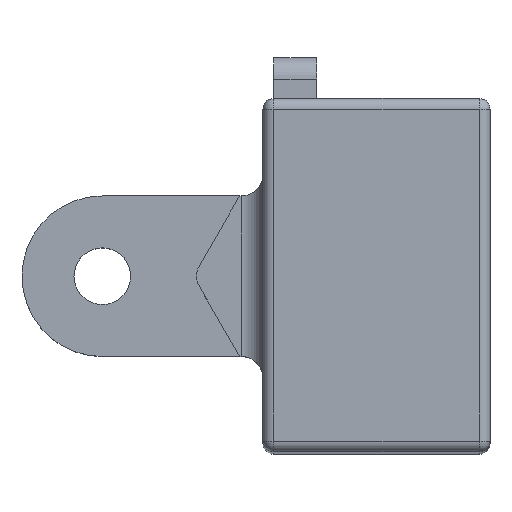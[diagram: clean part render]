
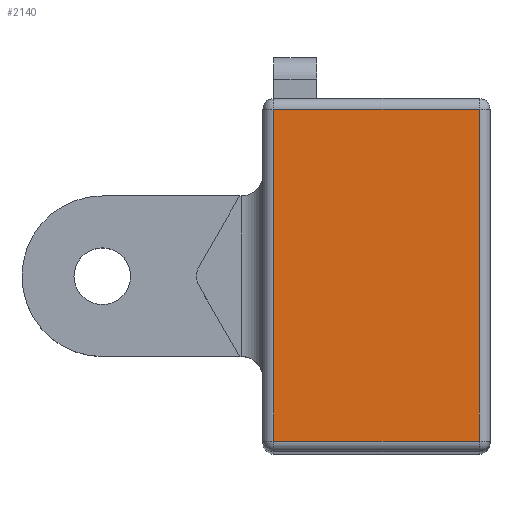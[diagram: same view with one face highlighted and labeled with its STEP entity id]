
A CAD part, top view. The second image highlights one B-rep face of the part: STEP entity #2140.
In plain terms, the highlighted planar face has unit normal (0, 0, 1).
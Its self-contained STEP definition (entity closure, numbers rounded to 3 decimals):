
#61 = CARTESIAN_POINT ( 'NONE',  ( 69.25, 0., 65.682 ) ) ;
#76 = DIRECTION ( 'NONE',  ( 0., 1., 0. ) ) ;
#145 = CARTESIAN_POINT ( 'NONE',  ( 69.25, 36.512, 65.682 ) ) ;
#151 = VECTOR ( 'NONE', #1851, 1000. ) ;
#174 = LINE ( 'NONE', #990, #151 ) ;
#265 = CARTESIAN_POINT ( 'NONE',  ( 52.05, 0., 65.682 ) ) ;
#345 = VECTOR ( 'NONE', #2179, 1000. ) ;
#481 = ORIENTED_EDGE ( 'NONE', *, *, #2528, .T. ) ;
#520 = EDGE_LOOP ( 'NONE', ( #481, #954, #2216, #1416 ) ) ;
#526 = CARTESIAN_POINT ( 'NONE',  ( 70.25, 36.512, 65.682 ) ) ;
#703 = CARTESIAN_POINT ( 'NONE',  ( 50.05, 67.512, 65.682 ) ) ;
#724 = EDGE_CURVE ( 'NONE', #942, #2689, #1578, .T. ) ;
#861 = LINE ( 'NONE', #1939, #1043 ) ;
#893 = DIRECTION ( 'NONE',  ( 0., 1., 0. ) ) ;
#942 = VERTEX_POINT ( 'NONE', #1925 ) ;
#954 = ORIENTED_EDGE ( 'NONE', *, *, #1152, .T. ) ;
#990 = CARTESIAN_POINT ( 'NONE',  ( 52.05, 67.512, 65.682 ) ) ;
#1043 = VECTOR ( 'NONE', #1075, 1000. ) ;
#1075 = DIRECTION ( 'NONE',  ( 0., -1., 0. ) ) ;
#1096 = LINE ( 'NONE', #61, #2495 ) ;
#1152 = EDGE_CURVE ( 'NONE', #1437, #2533, #174, .T. ) ;
#1164 = AXIS2_PLACEMENT_3D ( 'NONE', #265, #2144, #76 ) ;
#1416 = ORIENTED_EDGE ( 'NONE', *, *, #724, .T. ) ;
#1437 = VERTEX_POINT ( 'NONE', #1805 ) ;
#1524 = PLANE ( 'NONE',  #1164 ) ;
#1538 = FACE_OUTER_BOUND ( 'NONE', #520, .T. ) ;
#1578 = LINE ( 'NONE', #526, #345 ) ;
#1805 = CARTESIAN_POINT ( 'NONE',  ( 69.25, 67.512, 65.682 ) ) ;
#1851 = DIRECTION ( 'NONE',  ( -1., 0., 0. ) ) ;
#1925 = CARTESIAN_POINT ( 'NONE',  ( 50.05, 36.512, 65.682 ) ) ;
#1939 = CARTESIAN_POINT ( 'NONE',  ( 50.05, 0., 65.682 ) ) ;
#2074 = EDGE_CURVE ( 'NONE', #2533, #942, #861, .T. ) ;
#2140 = ADVANCED_FACE ( 'NONE', ( #1538 ), #1524, .F. ) ;
#2144 = DIRECTION ( 'NONE',  ( 0., 0., -1. ) ) ;
#2179 = DIRECTION ( 'NONE',  ( 1., 0., 0. ) ) ;
#2216 = ORIENTED_EDGE ( 'NONE', *, *, #2074, .T. ) ;
#2495 = VECTOR ( 'NONE', #893, 1000. ) ;
#2528 = EDGE_CURVE ( 'NONE', #2689, #1437, #1096, .T. ) ;
#2533 = VERTEX_POINT ( 'NONE', #703 ) ;
#2689 = VERTEX_POINT ( 'NONE', #145 ) ;
